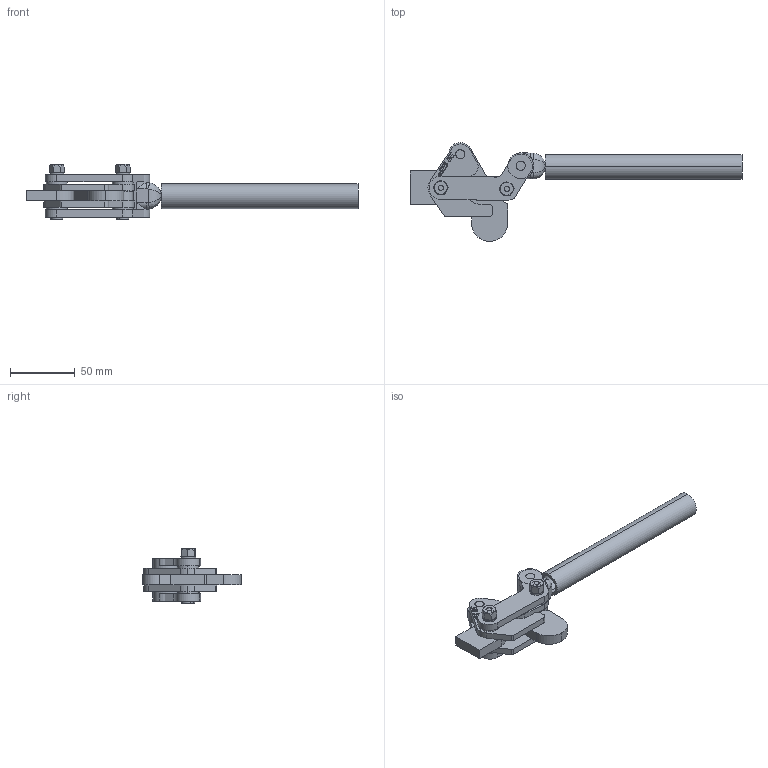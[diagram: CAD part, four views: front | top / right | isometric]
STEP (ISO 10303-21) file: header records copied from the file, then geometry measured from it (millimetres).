
FILE_DESCRIPTION (( 'STEP AP203' ), '1' );
FILE_NAME ('HS-70201 .STEP', '2019-09-04T06:36:16', ( '微软用户' ), ( '微软中国' ), 'SwSTEP 2.0', 'SolidWorks 2012', '' );
FILE_SCHEMA (( 'CONFIG_CONTROL_DESIGN' ));
Length unit declared in the file: millimetre
Products named in the file (18): HS-70201 ; 騵艦杶; 忒參奪; prevailing torque hex nuts2 class 9 gb_GB_HEXAGON_LOCK_TYPE5 M6-N; curved single coil spring lock washers gb_GB_FASTENER_WASHER_CSLW 6; 种2; HS-70101人头马; 忒參; 忒梟; 菜え; 眻种; 釱; 路杶; 蟀裝; 揤參; 苤怢論杶; 菁釱
Assembly tree (27 placements, depth 3):
  HS-70201 
    菁釱
    菁釱
    苤怢論杶
    揤參
    蟀裝  x2
    路杶
    釱
    眻种  x2
    菜え  x4
    HS-70101人头马
      忒梟  x2
      忒參
    种2  x2
    curved single coil spring lock washers gb_GB_FASTENER_WASHER_CSLW 6  x2
    prevailing torque hex nuts2 class 9 gb_GB_HEXAGON_LOCK_TYPE5 M6-N  x2
    忒參奪
    騵艦杶  x2
Bounding box: 256.59 x 76.31 x 42.9 mm (x, y, z)
Volume: 93543.4 mm3; surface area: 57470.9 mm2
Topology: 26 solids, 26 shells, 647 faces, 1633 edges, 1072 vertices
Faces by surface type: plane 306, cylinder 166, bspline 129, cone 42, torus 4
Entity records: 25677 total; most frequent: CARTESIAN_POINT 10763, ORIENTED_EDGE 2816, DIRECTION 2271, EDGE_CURVE 1408, VERTEX_POINT 927, VECTOR 865, LINE 865, AXIS2_PLACEMENT_3D 703
